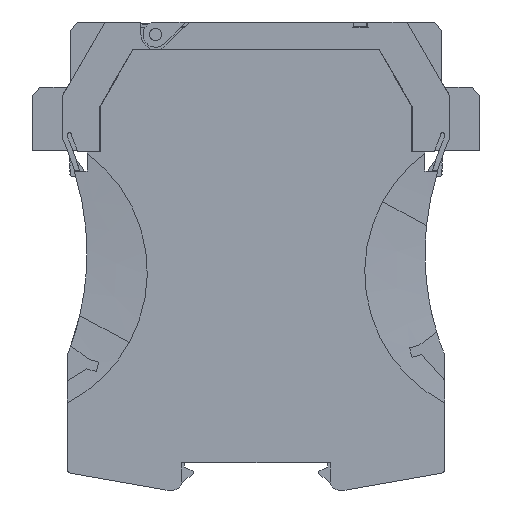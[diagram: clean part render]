
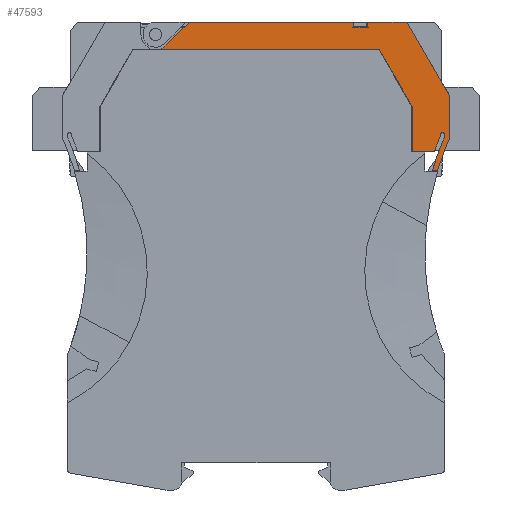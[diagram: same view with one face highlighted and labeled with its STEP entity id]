
A CAD part, left-side view. The second image highlights one B-rep face of the part: STEP entity #47593.
In plain terms, the highlighted planar face has unit normal (-1, 0, 0).
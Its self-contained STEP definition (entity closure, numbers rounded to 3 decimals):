
#44979=AXIS2_PLACEMENT_3D('Circle Axis2P3D',#44977,#44978,$) ;
#45052=AXIS2_PLACEMENT_3D('Circle Axis2P3D',#45050,#45051,$) ;
#45082=AXIS2_PLACEMENT_3D('Circle Axis2P3D',#45080,#45081,$) ;
#45130=AXIS2_PLACEMENT_3D('Circle Axis2P3D',#45128,#45129,$) ;
#45178=AXIS2_PLACEMENT_3D('Circle Axis2P3D',#45176,#45177,$) ;
#47447=AXIS2_PLACEMENT_3D('Plane Axis2P3D',#47444,#47445,#47446) ;
#47557=AXIS2_PLACEMENT_3D('Circle Axis2P3D',#47555,#47556,$) ;
#44877=CARTESIAN_POINT('Vertex',(0.,26.847,111.5)) ;
#44880=CARTESIAN_POINT('Line Origine',(0.,22.048,111.5)) ;
#44884=CARTESIAN_POINT('Vertex',(0.,17.25,111.5)) ;
#44904=CARTESIAN_POINT('Line Origine',(0.,12.15,102.667)) ;
#44908=CARTESIAN_POINT('Vertex',(0.,7.05,93.833)) ;
#44929=CARTESIAN_POINT('Line Origine',(0.,7.05,88.98)) ;
#44933=CARTESIAN_POINT('Vertex',(0.,7.05,84.127)) ;
#44977=CARTESIAN_POINT('Axis2P3D Location',(0.,-52.722,58.574)) ;
#44981=CARTESIAN_POINT('Vertex',(0.,8.831,79.474)) ;
#45047=CARTESIAN_POINT('Vertex',(0.,11.212,76.1)) ;
#45050=CARTESIAN_POINT('Axis2P3D Location',(0.,-51.474,57.651)) ;
#45054=CARTESIAN_POINT('Vertex',(0.,9.704,80.612)) ;
#45080=CARTESIAN_POINT('Axis2P3D Location',(0.,-52.741,58.622)) ;
#45084=CARTESIAN_POINT('Vertex',(0.,8.25,84.371)) ;
#45104=CARTESIAN_POINT('Line Origine',(0.,8.25,84.49)) ;
#45108=CARTESIAN_POINT('Vertex',(0.,8.25,84.608)) ;
#45128=CARTESIAN_POINT('Axis2P3D Location',(0.,8.75,84.62)) ;
#45132=CARTESIAN_POINT('Vertex',(0.,9.25,84.63)) ;
#45152=CARTESIAN_POINT('Line Origine',(0.,9.25,84.602)) ;
#45156=CARTESIAN_POINT('Vertex',(0.,9.25,84.573)) ;
#45176=CARTESIAN_POINT('Axis2P3D Location',(0.,-52.718,58.576)) ;
#45180=CARTESIAN_POINT('Vertex',(0.,10.771,80.6)) ;
#45200=CARTESIAN_POINT('Line Origine',(0.,13.411,80.6)) ;
#45204=CARTESIAN_POINT('Vertex',(0.,16.05,80.6)) ;
#45585=CARTESIAN_POINT('Vertex',(0.,23.89,105.)) ;
#45588=CARTESIAN_POINT('Line Origine',(0.,49.81,105.)) ;
#45592=CARTESIAN_POINT('Vertex',(0.,75.73,105.)) ;
#46289=CARTESIAN_POINT('Vertex',(0.,70.4,110.3)) ;
#46292=CARTESIAN_POINT('Line Origine',(0.,69.8,110.9)) ;
#46296=CARTESIAN_POINT('Vertex',(0.,69.2,111.5)) ;
#46312=CARTESIAN_POINT('Line Origine',(0.,49.523,111.5)) ;
#46316=CARTESIAN_POINT('Vertex',(0.,29.847,111.5)) ;
#46336=CARTESIAN_POINT('Line Origine',(0.,30.007,110.9)) ;
#46340=CARTESIAN_POINT('Vertex',(0.,30.168,110.3)) ;
#46360=CARTESIAN_POINT('Line Origine',(0.,28.347,110.3)) ;
#46364=CARTESIAN_POINT('Vertex',(0.,26.525,110.3)) ;
#46384=CARTESIAN_POINT('Line Origine',(0.,26.686,110.9)) ;
#47444=CARTESIAN_POINT('Axis2P3D Location',(0.,0.,0.)) ;
#47524=CARTESIAN_POINT('Line Origine',(0.,19.97,98.211)) ;
#47528=CARTESIAN_POINT('Vertex',(0.,16.05,91.422)) ;
#47531=CARTESIAN_POINT('Line Origine',(0.,16.05,86.011)) ;
#47536=CARTESIAN_POINT('Line Origine',(0.,10.612,76.1)) ;
#47540=CARTESIAN_POINT('Vertex',(0.,10.012,76.1)) ;
#47543=CARTESIAN_POINT('Line Origine',(0.,9.422,77.787)) ;
#47548=CARTESIAN_POINT('Line Origine',(0.,72.538,108.163)) ;
#47552=CARTESIAN_POINT('Vertex',(0.,74.675,106.025)) ;
#47555=CARTESIAN_POINT('Axis2P3D Location',(0.,77.15,108.5)) ;
#47559=CARTESIAN_POINT('Vertex',(0.,75.73,105.301)) ;
#47562=CARTESIAN_POINT('Line Origine',(0.,75.73,105.151)) ;
#44881=DIRECTION('Vector Direction',(0.,1.,0.)) ;
#44905=DIRECTION('Vector Direction',(0.,0.5,0.866)) ;
#44930=DIRECTION('Vector Direction',(0.,0.,1.)) ;
#44978=DIRECTION('Axis2P3D Direction',(1.,0.,0.)) ;
#45051=DIRECTION('Axis2P3D Direction',(1.,0.,0.)) ;
#45081=DIRECTION('Axis2P3D Direction',(1.,0.,0.)) ;
#45105=DIRECTION('Vector Direction',(0.,0.,-1.)) ;
#45129=DIRECTION('Axis2P3D Direction',(1.,0.,0.)) ;
#45153=DIRECTION('Vector Direction',(0.,0.,1.)) ;
#45177=DIRECTION('Axis2P3D Direction',(1.,0.,0.)) ;
#45201=DIRECTION('Vector Direction',(0.,-1.,0.)) ;
#45589=DIRECTION('Vector Direction',(0.,-1.,0.)) ;
#46293=DIRECTION('Vector Direction',(0.,-0.707,0.707)) ;
#46313=DIRECTION('Vector Direction',(0.,1.,0.)) ;
#46337=DIRECTION('Vector Direction',(0.,-0.259,0.966)) ;
#46361=DIRECTION('Vector Direction',(0.,1.,0.)) ;
#46385=DIRECTION('Vector Direction',(0.,-0.259,-0.966)) ;
#47445=DIRECTION('Axis2P3D Direction',(1.,0.,0.)) ;
#47446=DIRECTION('Axis2P3D XDirection',(0.,1.,0.)) ;
#47525=DIRECTION('Vector Direction',(0.,0.5,0.866)) ;
#47532=DIRECTION('Vector Direction',(0.,0.,1.)) ;
#47537=DIRECTION('Vector Direction',(0.,1.,0.)) ;
#47544=DIRECTION('Vector Direction',(0.,0.33,-0.944)) ;
#47549=DIRECTION('Vector Direction',(0.,0.707,-0.707)) ;
#47556=DIRECTION('Axis2P3D Direction',(1.,0.,0.)) ;
#47563=DIRECTION('Vector Direction',(0.,0.,1.)) ;
#44882=VECTOR('Line Direction',#44881,1.) ;
#44906=VECTOR('Line Direction',#44905,1.) ;
#44931=VECTOR('Line Direction',#44930,1.) ;
#45106=VECTOR('Line Direction',#45105,1.) ;
#45154=VECTOR('Line Direction',#45153,1.) ;
#45202=VECTOR('Line Direction',#45201,1.) ;
#45590=VECTOR('Line Direction',#45589,1.) ;
#46294=VECTOR('Line Direction',#46293,1.) ;
#46314=VECTOR('Line Direction',#46313,1.) ;
#46338=VECTOR('Line Direction',#46337,1.) ;
#46362=VECTOR('Line Direction',#46361,1.) ;
#46386=VECTOR('Line Direction',#46385,1.) ;
#47526=VECTOR('Line Direction',#47525,1.) ;
#47533=VECTOR('Line Direction',#47532,1.) ;
#47538=VECTOR('Line Direction',#47537,1.) ;
#47545=VECTOR('Line Direction',#47544,1.) ;
#47550=VECTOR('Line Direction',#47549,1.) ;
#47564=VECTOR('Line Direction',#47563,1.) ;
#47568=ORIENTED_EDGE('',*,*,#47530,.F.) ;
#47569=ORIENTED_EDGE('',*,*,#47535,.F.) ;
#47570=ORIENTED_EDGE('',*,*,#45206,.F.) ;
#47571=ORIENTED_EDGE('',*,*,#45182,.F.) ;
#47572=ORIENTED_EDGE('',*,*,#45158,.F.) ;
#47573=ORIENTED_EDGE('',*,*,#45134,.F.) ;
#47574=ORIENTED_EDGE('',*,*,#45110,.F.) ;
#47575=ORIENTED_EDGE('',*,*,#45086,.F.) ;
#47576=ORIENTED_EDGE('',*,*,#45056,.F.) ;
#47577=ORIENTED_EDGE('',*,*,#47542,.F.) ;
#47578=ORIENTED_EDGE('',*,*,#47547,.F.) ;
#47579=ORIENTED_EDGE('',*,*,#44983,.F.) ;
#47580=ORIENTED_EDGE('',*,*,#44935,.F.) ;
#47581=ORIENTED_EDGE('',*,*,#44910,.F.) ;
#47582=ORIENTED_EDGE('',*,*,#44886,.F.) ;
#47583=ORIENTED_EDGE('',*,*,#46388,.F.) ;
#47584=ORIENTED_EDGE('',*,*,#46366,.F.) ;
#47585=ORIENTED_EDGE('',*,*,#46342,.F.) ;
#47586=ORIENTED_EDGE('',*,*,#46318,.F.) ;
#47587=ORIENTED_EDGE('',*,*,#46298,.T.) ;
#47588=ORIENTED_EDGE('',*,*,#47554,.T.) ;
#47589=ORIENTED_EDGE('',*,*,#47561,.T.) ;
#47590=ORIENTED_EDGE('',*,*,#47566,.F.) ;
#47591=ORIENTED_EDGE('',*,*,#45594,.F.) ;
#47593=ADVANCED_FACE('TOP UNIT L 12.5 8426550000_NAUO10',(#47592),#47448,.F.) ;
#44980=CIRCLE('generated circle',#44979,65.005) ;
#45053=CIRCLE('generated circle',#45052,65.344) ;
#45083=CIRCLE('generated circle',#45082,66.203) ;
#45131=CIRCLE('generated circle',#45130,0.5) ;
#45179=CIRCLE('generated circle',#45178,67.201) ;
#47558=CIRCLE('generated circle',#47557,3.5) ;
#44886=EDGE_CURVE('',#44878,#44885,#44883,.F.) ;
#44910=EDGE_CURVE('',#44885,#44909,#44907,.F.) ;
#44935=EDGE_CURVE('',#44909,#44934,#44932,.F.) ;
#44983=EDGE_CURVE('',#44934,#44982,#44980,.F.) ;
#45056=EDGE_CURVE('',#45048,#45055,#45053,.T.) ;
#45086=EDGE_CURVE('',#45055,#45085,#45083,.T.) ;
#45110=EDGE_CURVE('',#45085,#45109,#45107,.F.) ;
#45134=EDGE_CURVE('',#45109,#45133,#45131,.F.) ;
#45158=EDGE_CURVE('',#45133,#45157,#45155,.F.) ;
#45182=EDGE_CURVE('',#45157,#45181,#45179,.F.) ;
#45206=EDGE_CURVE('',#45181,#45205,#45203,.F.) ;
#45594=EDGE_CURVE('',#45586,#45593,#45591,.F.) ;
#46298=EDGE_CURVE('',#46297,#46290,#46295,.F.) ;
#46318=EDGE_CURVE('',#46297,#46317,#46315,.F.) ;
#46342=EDGE_CURVE('',#46317,#46341,#46339,.F.) ;
#46366=EDGE_CURVE('',#46341,#46365,#46363,.F.) ;
#46388=EDGE_CURVE('',#46365,#44878,#46387,.F.) ;
#47530=EDGE_CURVE('',#47529,#45586,#47527,.T.) ;
#47535=EDGE_CURVE('',#45205,#47529,#47534,.T.) ;
#47542=EDGE_CURVE('',#47541,#45048,#47539,.T.) ;
#47547=EDGE_CURVE('',#44982,#47541,#47546,.T.) ;
#47554=EDGE_CURVE('',#46290,#47553,#47551,.T.) ;
#47561=EDGE_CURVE('',#47553,#47560,#47558,.T.) ;
#47566=EDGE_CURVE('',#45593,#47560,#47565,.T.) ;
#47567=EDGE_LOOP('',(#47568,#47569,#47570,#47571,#47572,#47573,#47574,#47575,#47576,#47577,#47578,#47579,#47580,#47581,#47582,#47583,#47584,#47585,#47586,#47587,#47588,#47589,#47590,#47591)) ;
#47592=FACE_OUTER_BOUND('',#47567,.T.) ;
#44883=LINE('Line',#44880,#44882) ;
#44907=LINE('Line',#44904,#44906) ;
#44932=LINE('Line',#44929,#44931) ;
#45107=LINE('Line',#45104,#45106) ;
#45155=LINE('Line',#45152,#45154) ;
#45203=LINE('Line',#45200,#45202) ;
#45591=LINE('Line',#45588,#45590) ;
#46295=LINE('Line',#46292,#46294) ;
#46315=LINE('Line',#46312,#46314) ;
#46339=LINE('Line',#46336,#46338) ;
#46363=LINE('Line',#46360,#46362) ;
#46387=LINE('Line',#46384,#46386) ;
#47527=LINE('Line',#47524,#47526) ;
#47534=LINE('Line',#47531,#47533) ;
#47539=LINE('Line',#47536,#47538) ;
#47546=LINE('Line',#47543,#47545) ;
#47551=LINE('Line',#47548,#47550) ;
#47565=LINE('Line',#47562,#47564) ;
#47448=PLANE('',#47447) ;
#44878=VERTEX_POINT('',#44877) ;
#44885=VERTEX_POINT('',#44884) ;
#44909=VERTEX_POINT('',#44908) ;
#44934=VERTEX_POINT('',#44933) ;
#44982=VERTEX_POINT('',#44981) ;
#45048=VERTEX_POINT('',#45047) ;
#45055=VERTEX_POINT('',#45054) ;
#45085=VERTEX_POINT('',#45084) ;
#45109=VERTEX_POINT('',#45108) ;
#45133=VERTEX_POINT('',#45132) ;
#45157=VERTEX_POINT('',#45156) ;
#45181=VERTEX_POINT('',#45180) ;
#45205=VERTEX_POINT('',#45204) ;
#45586=VERTEX_POINT('',#45585) ;
#45593=VERTEX_POINT('',#45592) ;
#46290=VERTEX_POINT('',#46289) ;
#46297=VERTEX_POINT('',#46296) ;
#46317=VERTEX_POINT('',#46316) ;
#46341=VERTEX_POINT('',#46340) ;
#46365=VERTEX_POINT('',#46364) ;
#47529=VERTEX_POINT('',#47528) ;
#47541=VERTEX_POINT('',#47540) ;
#47553=VERTEX_POINT('',#47552) ;
#47560=VERTEX_POINT('',#47559) ;
